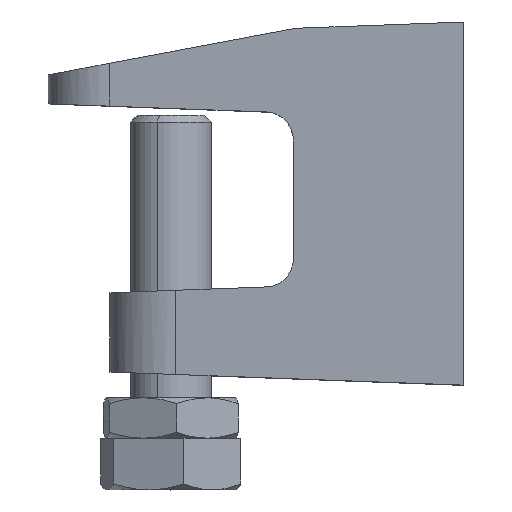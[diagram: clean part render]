
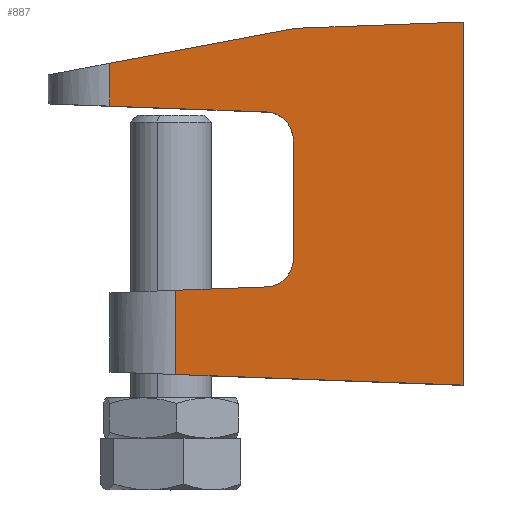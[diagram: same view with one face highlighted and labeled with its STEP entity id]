
A CAD part, top view. The second image highlights one B-rep face of the part: STEP entity #887.
In plain terms, the highlighted planar face has unit normal (-0.072, 0, 0.997).
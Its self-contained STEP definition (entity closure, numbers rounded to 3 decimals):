
#115 = VERTEX_POINT ( 'NONE', #3361 ) ;
#158 = VERTEX_POINT ( 'NONE', #1365 ) ;
#230 = CARTESIAN_POINT ( 'NONE',  ( 10.915, 5.823, 25.47 ) ) ;
#281 = EDGE_CURVE ( 'NONE', #759, #2082, #2642, .T. ) ;
#329 = VECTOR ( 'NONE', #395, 1000. ) ;
#347 = ORIENTED_EDGE ( 'NONE', *, *, #2177, .T. ) ;
#377 = LINE ( 'NONE', #3329, #3074 ) ;
#395 = DIRECTION ( 'NONE',  ( 0., 1., 0. ) ) ;
#402 = CARTESIAN_POINT ( 'NONE',  ( 14.17, 23.898, 25.705 ) ) ;
#463 = CARTESIAN_POINT ( 'NONE',  ( 14.17, 7.369, 25.705 ) ) ;
#569 = PLANE ( 'NONE',  #2079 ) ;
#613 = FACE_OUTER_BOUND ( 'NONE', #2238, .T. ) ;
#658 = DIRECTION ( 'NONE',  ( 0., -1., 0. ) ) ;
#669 = VECTOR ( 'NONE', #3408, 1000. ) ;
#716 = CARTESIAN_POINT ( 'NONE',  ( -0.392, -6.356, 24.651 ) ) ;
#739 = VERTEX_POINT ( 'NONE', #1231 ) ;
#759 = VERTEX_POINT ( 'NONE', #3021 ) ;
#772 = VERTEX_POINT ( 'NONE', #3000 ) ;
#801 = CARTESIAN_POINT ( 'NONE',  ( 12.835, 27.423, 25.609 ) ) ;
#843 = ORIENTED_EDGE ( 'NONE', *, *, #3558, .F. ) ;
#881 = CARTESIAN_POINT ( 'NONE',  ( 35.248, 38.644, 27.231 ) ) ;
#887 = ADVANCED_FACE ( 'NONE', ( #613 ), #569, .F. ) ;
#888 = DIRECTION ( 'NONE',  ( 0., -1., 0. ) ) ;
#930 = ORIENTED_EDGE ( 'NONE', *, *, #3338, .T. ) ;
#968 = VECTOR ( 'NONE', #888, 1000. ) ;
#1042 = LINE ( 'NONE', #1570, #669 ) ;
#1147 = CARTESIAN_POINT ( 'NONE',  ( 12.835, 5.894, 25.609 ) ) ;
#1167 = CARTESIAN_POINT ( 'NONE',  ( 33.785, -6.301, 27.125 ) ) ;
#1231 = CARTESIAN_POINT ( 'NONE',  ( 14.17, 9.42, 25.705 ) ) ;
#1281 = VERTEX_POINT ( 'NONE', #402 ) ;
#1349 = ORIENTED_EDGE ( 'NONE', *, *, #1556, .T. ) ;
#1365 = CARTESIAN_POINT ( 'NONE',  ( 10.915, 5.823, 25.47 ) ) ;
#1409 = EDGE_CURVE ( 'NONE', #739, #158, #3784, .T. ) ;
#1480 = DIRECTION ( 'NONE',  ( 0.072, 0., -0.997 ) ) ;
#1491 = VERTEX_POINT ( 'NONE', #1949 ) ;
#1503 = DIRECTION ( 'NONE',  ( -0.997, -0.037, -0.072 ) ) ;
#1556 = EDGE_CURVE ( 'NONE', #115, #3330, #2416, .T. ) ;
#1570 = CARTESIAN_POINT ( 'NONE',  ( 36.285, 6.768, 27.306 ) ) ;
#1581 = CARTESIAN_POINT ( 'NONE',  ( -0.392, -5.028, 24.651 ) ) ;
#1664 = VERTEX_POINT ( 'NONE', #1581 ) ;
#1700 = CARTESIAN_POINT ( 'NONE',  ( 10.915, 27.495, 25.47 ) ) ;
#1780 = CARTESIAN_POINT ( 'NONE',  ( 34.856, 26.603, 27.203 ) ) ;
#1949 = CARTESIAN_POINT ( 'NONE',  ( 35.248, -6.356, 27.231 ) ) ;
#1986 = VECTOR ( 'NONE', #3046, 1000. ) ;
#1992 = CARTESIAN_POINT ( 'NONE',  ( 14.17, 25.948, 25.705 ) ) ;
#2015 = ORIENTED_EDGE ( 'NONE', *, *, #3591, .F. ) ;
#2077 = VECTOR ( 'NONE', #3553, 1000. ) ;
#2079 = AXIS2_PLACEMENT_3D ( 'NONE', #3250, #1480, #2956 ) ;
#2082 = VERTEX_POINT ( 'NONE', #3308 ) ;
#2104 = VECTOR ( 'NONE', #3606, 1000. ) ;
#2133 = EDGE_CURVE ( 'NONE', #1281, #739, #2473, .T. ) ;
#2159 = VERTEX_POINT ( 'NONE', #3120 ) ;
#2177 = EDGE_CURVE ( 'NONE', #158, #772, #1042, .T. ) ;
#2238 = EDGE_LOOP ( 'NONE', ( #2436, #1349, #2543, #2834, #2628, #347, #843, #930, #2015, #2271, #3286 ) ) ;
#2271 = ORIENTED_EDGE ( 'NONE', *, *, #3062, .T. ) ;
#2308 = LINE ( 'NONE', #1167, #2336 ) ;
#2336 = VECTOR ( 'NONE', #2348, 1000. ) ;
#2348 = DIRECTION ( 'NONE',  ( 0.997, -0.037, 0.072 ) ) ;
#2416 = LINE ( 'NONE', #1780, #2104 ) ;
#2436 = ORIENTED_EDGE ( 'NONE', *, *, #2916, .T. ) ;
#2445 = LINE ( 'NONE', #716, #329 ) ;
#2473 = LINE ( 'NONE', #3066, #1986 ) ;
#2543 = ORIENTED_EDGE ( 'NONE', *, *, #2669, .T. ) ;
#2562 =( BOUNDED_CURVE ( )  B_SPLINE_CURVE ( 3, ( #3221, #801, #1992, #3238 ),
 .UNSPECIFIED., .F., .F. ) 
 B_SPLINE_CURVE_WITH_KNOTS ( ( 4, 4 ),
 ( 4.747, 6.283 ),
 .UNSPECIFIED. ) 
 CURVE ( )  GEOMETRIC_REPRESENTATION_ITEM ( )  RATIONAL_B_SPLINE_CURVE ( ( 1., 0.813, 0.813, 1. ) ) 
 REPRESENTATION_ITEM ( '' )  );
#2628 = ORIENTED_EDGE ( 'NONE', *, *, #1409, .T. ) ;
#2642 = LINE ( 'NONE', #2988, #2077 ) ;
#2669 = EDGE_CURVE ( 'NONE', #3330, #1281, #2562, .T. ) ;
#2834 = ORIENTED_EDGE ( 'NONE', *, *, #2133, .T. ) ;
#2867 = CARTESIAN_POINT ( 'NONE',  ( 14.17, 9.42, 25.705 ) ) ;
#2916 = EDGE_CURVE ( 'NONE', #2082, #115, #3851, .T. ) ;
#2956 = DIRECTION ( 'NONE',  ( 0., -1., 0. ) ) ;
#2988 = CARTESIAN_POINT ( 'NONE',  ( 34.748, 41.685, 27.195 ) ) ;
#3000 = CARTESIAN_POINT ( 'NONE',  ( -0.392, 5.402, 24.651 ) ) ;
#3016 = VECTOR ( 'NONE', #1503, 1000. ) ;
#3021 = CARTESIAN_POINT ( 'NONE',  ( 14.467, 37.87, 25.727 ) ) ;
#3046 = DIRECTION ( 'NONE',  ( 0., -1., 0. ) ) ;
#3062 = EDGE_CURVE ( 'NONE', #2159, #759, #3838, .T. ) ;
#3066 = CARTESIAN_POINT ( 'NONE',  ( 14.17, 38.644, 25.705 ) ) ;
#3074 = VECTOR ( 'NONE', #658, 1000. ) ;
#3120 = CARTESIAN_POINT ( 'NONE',  ( 35.248, 38.644, 27.231 ) ) ;
#3205 = CARTESIAN_POINT ( 'NONE',  ( -8.607, 38.644, 24.056 ) ) ;
#3221 = CARTESIAN_POINT ( 'NONE',  ( 10.915, 27.495, 25.47 ) ) ;
#3238 = CARTESIAN_POINT ( 'NONE',  ( 14.17, 23.898, 25.705 ) ) ;
#3250 = CARTESIAN_POINT ( 'NONE',  ( 35.248, 38.644, 27.231 ) ) ;
#3286 = ORIENTED_EDGE ( 'NONE', *, *, #281, .T. ) ;
#3308 = CARTESIAN_POINT ( 'NONE',  ( -8.607, 33.53, 24.056 ) ) ;
#3329 = CARTESIAN_POINT ( 'NONE',  ( 35.248, 38.644, 27.231 ) ) ;
#3330 = VERTEX_POINT ( 'NONE', #1700 ) ;
#3338 = EDGE_CURVE ( 'NONE', #1664, #1491, #2308, .T. ) ;
#3361 = CARTESIAN_POINT ( 'NONE',  ( -8.607, 28.222, 24.056 ) ) ;
#3408 = DIRECTION ( 'NONE',  ( -0.997, -0.037, -0.072 ) ) ;
#3553 = DIRECTION ( 'NONE',  ( -0.98, -0.184, -0.071 ) ) ;
#3558 = EDGE_CURVE ( 'NONE', #1664, #772, #2445, .T. ) ;
#3591 = EDGE_CURVE ( 'NONE', #2159, #1491, #377, .T. ) ;
#3606 = DIRECTION ( 'NONE',  ( 0.997, -0.037, 0.072 ) ) ;
#3784 =( BOUNDED_CURVE ( )  B_SPLINE_CURVE ( 3, ( #2867, #463, #1147, #230 ),
 .UNSPECIFIED., .F., .T. ) 
 B_SPLINE_CURVE_WITH_KNOTS ( ( 4, 4 ),
 ( 0., 1.536 ),
 .UNSPECIFIED. ) 
 CURVE ( )  GEOMETRIC_REPRESENTATION_ITEM ( )  RATIONAL_B_SPLINE_CURVE ( ( 1., 0.813, 0.813, 1. ) ) 
 REPRESENTATION_ITEM ( '' )  );
#3838 = LINE ( 'NONE', #881, #3016 ) ;
#3851 = LINE ( 'NONE', #3205, #968 ) ;
